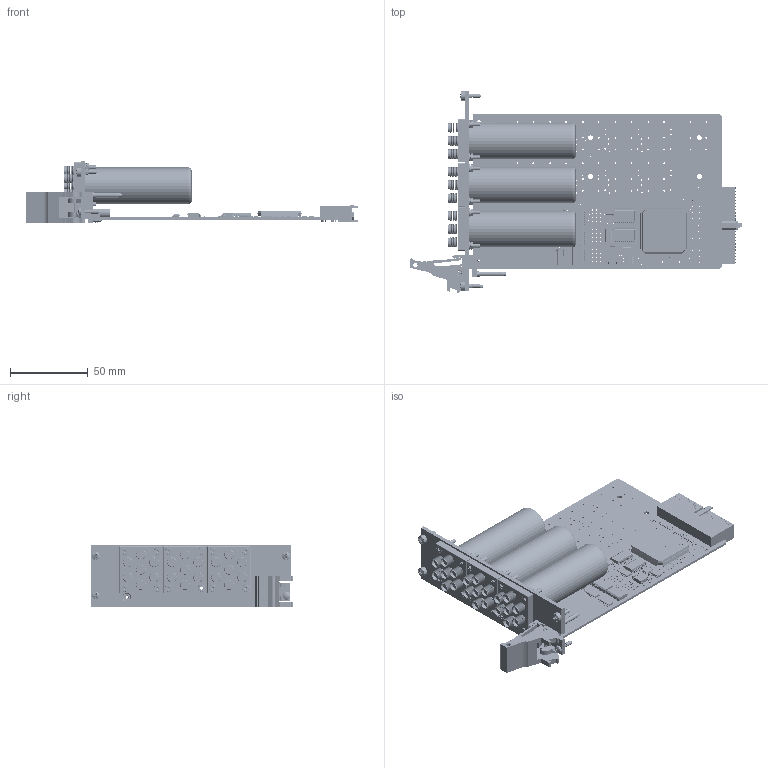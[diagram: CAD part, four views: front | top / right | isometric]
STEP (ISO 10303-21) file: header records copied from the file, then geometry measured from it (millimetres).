
FILE_DESCRIPTION (( 'STEP AP214' ), '1' );
FILE_NAME ('40-786-523 PXI 3x6CH uWave MUX 20GHz 50R SMA.STEP', '2013-09-10T13:35:50', ( 'admin' ), ( '' ), 'SwSTEP 2.0', 'SolidWorks 2012', '' );
FILE_SCHEMA (( 'AUTOMOTIVE_DESIGN' ));
Length unit declared in the file: millimetre
Products named in the file (1): 40-786-523 PXI 3x6CH uWave MUX 20GHz 50R SMA
Bounding box: 213.93 x 129.87 x 40 mm (x, y, z)
Surface area: 90151.2 mm2 (no closed solid volume)
Topology: 0 solids, 709 shells, 4260 faces, 16500 edges, 12477 vertices
Faces by surface type: plane 2696, cylinder 1000, cone 522, torus 21, bspline 13, sphere 8
Full cylindrical faces by diameter (mm): 0.4 x1, 0.406 x309, 0.5 x2, 0.6 x110, 0.7 x20, 0.9 x33, 1 x64, 1.1 x66, 1.496 x1, 2 x8, 2.497 x1, 2.5 x8, 2.52 x8, 2.6 x1, 2.7 x1, 2.8 x1, 3 x3, 3.2 x4, 4.7 x13, 5 x6, 5.2 x8, 5.3 x3, 5.4 x21, 5.8 x42, 5.9 x1, 6 x3, 23.6 x3, 26 x3
Entity records: 219342 total; most frequent: CARTESIAN_POINT 39106, DIRECTION 27161, ORIENTED_EDGE 20836, EDGE_CURVE 15083, VERTEX_POINT 12337, LINE 10525, VECTOR 10525, AXIS2_PLACEMENT_3D 8318
